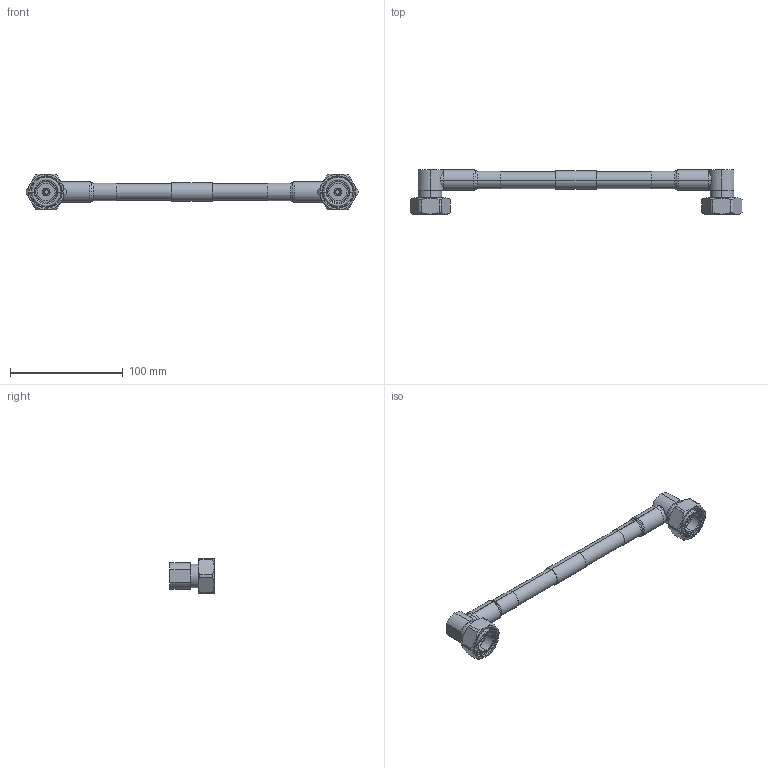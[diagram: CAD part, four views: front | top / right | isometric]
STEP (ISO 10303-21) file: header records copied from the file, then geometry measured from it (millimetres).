
FILE_DESCRIPTION (( 'STEP AP214' ), '1' );
FILE_NAME ('FMCA100285_3D.step', '2025-02-11T17:22:58', ( '' ), ( '' ), 'SwSTEP 2.0', 'SolidWorks 2022', '' );
FILE_SCHEMA (( 'AUTOMOTIVE_DESIGN' ));
Length unit declared in the file: inch
Products named in the file (3): PE45640^FMCA100285_Exp.; FMCA100285_3D; LMR-600-UF^FMCA100285_WITH LABEL
Assembly tree (3 placements, depth 2):
  FMCA100285_3D
    LMR-600-UF^FMCA100285_WITH LABEL
    PE45640^FMCA100285_Exp.  x2
Bounding box: 294.18 x 39.28 x 31.75 mm (x, y, z)
Volume: 76250 mm3; surface area: 46546 mm2
Topology: 7 solids, 9 shells, 280 faces, 646 edges, 408 vertices
Faces by surface type: cylinder 120, plane 74, cone 56, torus 24, bspline 6
Entity records: 5938 total; most frequent: CARTESIAN_POINT 2068, DIRECTION 730, ORIENTED_EDGE 664, EDGE_CURVE 332, AXIS2_PLACEMENT_3D 315, VERTEX_POINT 210, CIRCLE 167, EDGE_LOOP 164
